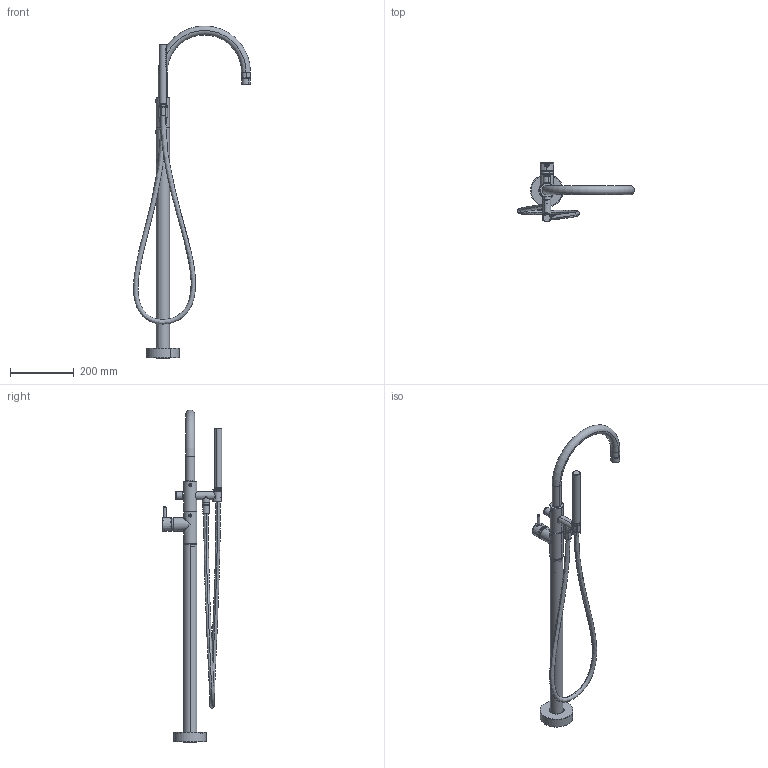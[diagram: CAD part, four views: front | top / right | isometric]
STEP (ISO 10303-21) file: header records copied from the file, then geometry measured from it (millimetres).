
FILE_DESCRIPTION(('CATIA V5 STEP Exchange','CAx-IF Rec.Pracs.--- Model Styling and Organization---1.5--- 2016-08-15','CAx-IF Rec.Pracs.---Supplemental Geometry---1.0---2011-11-01','CAx-IF Rec.Pracs.--- Composite Materials ---3.4---2017-06-13','CAx-IF Rec.Pracs.---Tessellated 3D Geometry---1.0---2015-12-17'),'2;1');
FILE_NAME('SM014200.stp','2025-12-01T15:31:55+00:00',('none'),('none'),'CATIA Version 5-6 Release 2020 SP3','CATIA V5 STEP AP242 v2','none');
FILE_SCHEMA(('AP242_MANAGED_MODEL_BASED_3D_ENGINEERING_MIM_LF {1 0 10303 442 1 1 4}'));
Length unit declared in the file: millimetre
Products named in the file (1): SM014200
Bounding box: 365.69 x 186.58 x 1037.8 mm (x, y, z)
Volume: 747108 mm3; surface area: 438500.9 mm2
Topology: 21 solids, 59 shells, 1151 faces, 3064 edges, 2002 vertices
Faces by surface type: cylinder 515, plane 290, cone 161, torus 91, bspline 76, sphere 18
Entity records: 43878 total; most frequent: CARTESIAN_POINT 18920, ORIENTED_EDGE 5880, DIRECTION 3416, EDGE_CURVE 3029, VERTEX_POINT 2002, AXIS2_PLACEMENT_3D 1714, EDGE_LOOP 1305, ADVANCED_FACE 1151
